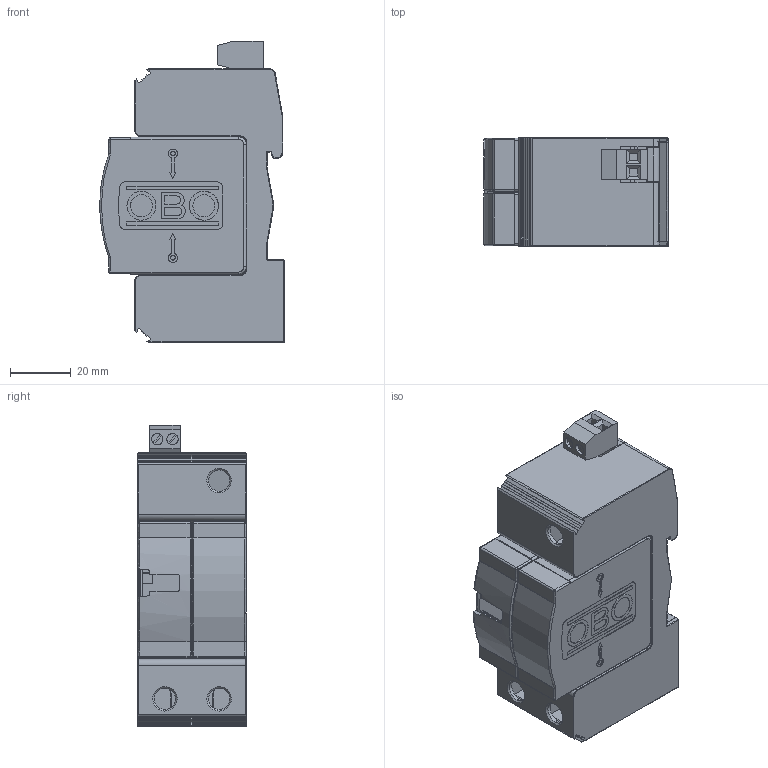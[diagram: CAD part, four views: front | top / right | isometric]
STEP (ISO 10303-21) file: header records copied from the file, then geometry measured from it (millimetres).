
FILE_DESCRIPTION(/* description */ (''),/* implementation_level */ '2;1');
FILE_NAME(/* name */ '5094444',/* time_stamp */ '2015-04-23T16:39:16+02:00',/* author */ (''),/* organization */ (''),/* preprocessor_version */ 'ST-DEVELOPER v15',/* originating_system */ '',/* authorisation */ '');
FILE_SCHEMA (('CONFIG_CONTROL_DESIGN'));
Length unit declared in the file: millimetre
Products named in the file (2): Document; Block 01
Assembly tree (1 placements, depth 2):
  Document
    Block 01
Bounding box: 60.5 x 35.6 x 98.8 mm (x, y, z)
Volume: 31169 mm3; surface area: 72625 mm2
Topology: 3 solids, 7 shells, 1044 faces, 2796 edges, 1782 vertices
Faces by surface type: plane 618, bspline 426
Entity records: 42940 total; most frequent: CARTESIAN_POINT 25862, ORIENTED_EDGE 5500, EDGE_CURVE 2778, VERTEX_POINT 1782, B_SPLINE_CURVE_WITH_KNOTS 1675, EDGE_LOOP 1112, ADVANCED_FACE 1044, FACE_OUTER_BOUND 1044
